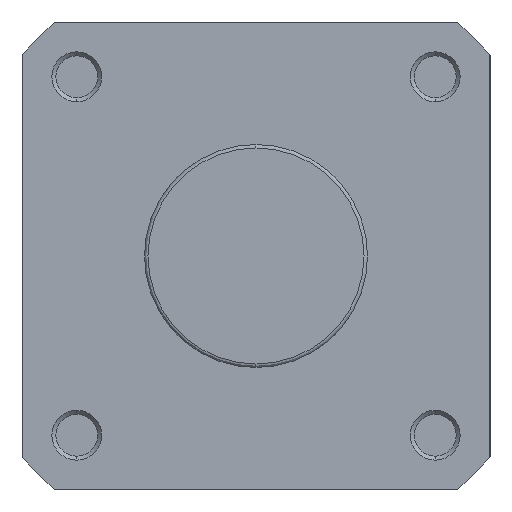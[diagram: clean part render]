
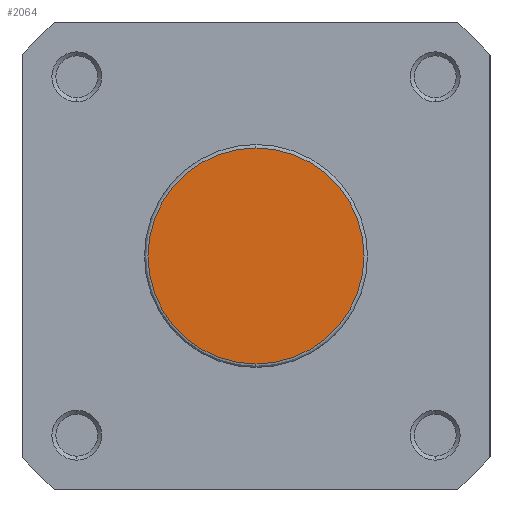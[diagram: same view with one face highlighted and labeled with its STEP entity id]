
A CAD part, left-side view. The second image highlights one B-rep face of the part: STEP entity #2064.
In plain terms, the highlighted planar face has unit normal (-1, 0, 0).
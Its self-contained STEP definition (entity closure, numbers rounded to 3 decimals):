
#219 = EDGE_LOOP ( 'NONE', ( #5863, #5865 ) ) ;
#717 = FACE_OUTER_BOUND ( 'NONE', #219, .T. ) ;
#1136 = CARTESIAN_POINT ( 'NONE',  ( 0., 0., 0. ) ) ;
#1137 = DIRECTION ( 'NONE',  ( -1., 0., 0. ) ) ;
#1138 = DIRECTION ( 'NONE',  ( 0., 0., -1. ) ) ;
#1284 = CARTESIAN_POINT ( 'NONE',  ( 0., 0., 0. ) ) ;
#1286 = DIRECTION ( 'NONE',  ( -1., 0., 0. ) ) ;
#1287 = DIRECTION ( 'NONE',  ( 0., 0., -1. ) ) ;
#1876 = CARTESIAN_POINT ( 'NONE',  ( 0., 0., -21.7 ) ) ;
#1877 = CARTESIAN_POINT ( 'NONE',  ( 0., 0., 21.7 ) ) ;
#2064 = ADVANCED_FACE ( 'NONE', ( #717 ), #6015, .F. ) ;
#2955 = CIRCLE ( 'NONE', #4068, 21.7 ) ;
#3042 = CIRCLE ( 'NONE', #4096, 21.7 ) ;
#3551 = EDGE_CURVE ( 'NONE', #6310, #6311, #2955, .T. ) ;
#3610 = EDGE_CURVE ( 'NONE', #6311, #6310, #3042, .T. ) ;
#3746 = AXIS2_PLACEMENT_3D ( 'NONE', #6011, #5929, #5927 ) ;
#4068 = AXIS2_PLACEMENT_3D ( 'NONE', #1136, #1137, #1138 ) ;
#4096 = AXIS2_PLACEMENT_3D ( 'NONE', #1284, #1286, #1287 ) ;
#5863 = ORIENTED_EDGE ( 'NONE', *, *, #3551, .T. ) ;
#5865 = ORIENTED_EDGE ( 'NONE', *, *, #3610, .T. ) ;
#5927 = DIRECTION ( 'NONE',  ( 0., 0., -1. ) ) ;
#5929 = DIRECTION ( 'NONE',  ( 1., 0., 0. ) ) ;
#6011 = CARTESIAN_POINT ( 'NONE',  ( 0., 22.4, 0. ) ) ;
#6015 = PLANE ( 'NONE',  #3746 ) ;
#6310 = VERTEX_POINT ( 'NONE', #1876 ) ;
#6311 = VERTEX_POINT ( 'NONE', #1877 ) ;
